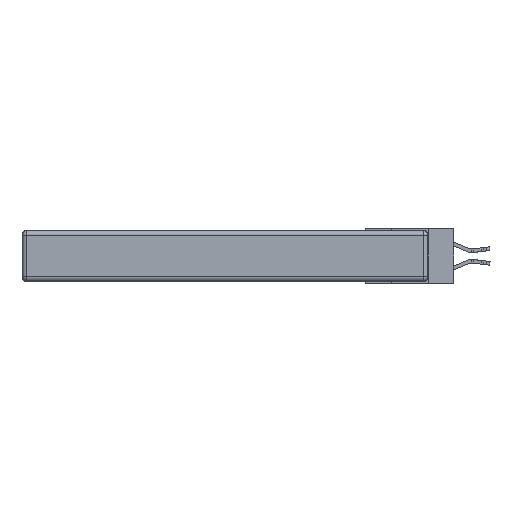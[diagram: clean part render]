
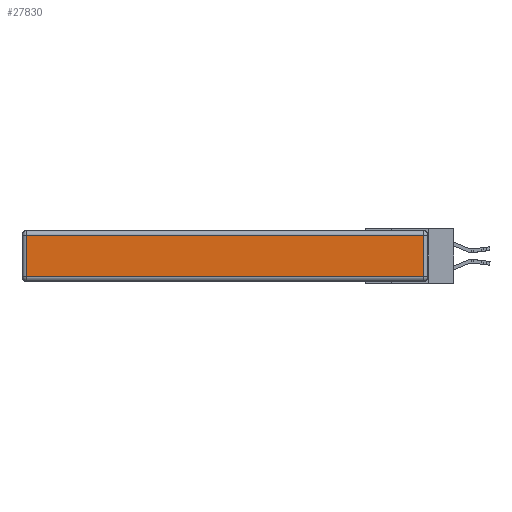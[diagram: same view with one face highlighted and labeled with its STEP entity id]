
A CAD part, left-side view. The second image highlights one B-rep face of the part: STEP entity #27830.
In plain terms, the highlighted planar face has unit normal (-1, 0, 0).
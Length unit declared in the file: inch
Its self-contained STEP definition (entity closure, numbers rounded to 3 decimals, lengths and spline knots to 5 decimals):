
#477 = CARTESIAN_POINT ( 'NONE',  ( 0., 0., -0.343 ) ) ;
#2508 = LINE ( 'NONE', #28527, #19164 ) ;
#2563 = VECTOR ( 'NONE', #22354, 39.37008 ) ;
#3397 = CARTESIAN_POINT ( 'NONE',  ( 0., 0., -0.313 ) ) ;
#4177 = DIRECTION ( 'NONE',  ( 0., 0., -1. ) ) ;
#5216 = DIRECTION ( 'NONE',  ( 0., 0., 1. ) ) ;
#5277 = ORIENTED_EDGE ( 'NONE', *, *, #27745, .T. ) ;
#7730 = ORIENTED_EDGE ( 'NONE', *, *, #17767, .T. ) ;
#9828 = VECTOR ( 'NONE', #5216, 39.37008 ) ;
#10197 = FACE_OUTER_BOUND ( 'NONE', #10609, .T. ) ;
#10500 = CARTESIAN_POINT ( 'NONE',  ( 0., 0.03, -0.03 ) ) ;
#10609 = EDGE_LOOP ( 'NONE', ( #5277, #10836, #12887, #7730 ) ) ;
#10836 = ORIENTED_EDGE ( 'NONE', *, *, #33131, .T. ) ;
#12029 = AXIS2_PLACEMENT_3D ( 'NONE', #477, #29737, #24501 ) ;
#12277 = VERTEX_POINT ( 'NONE', #10500 ) ;
#12887 = ORIENTED_EDGE ( 'NONE', *, *, #25904, .T. ) ;
#15885 = CARTESIAN_POINT ( 'NONE',  ( 0., 0.03, -0.343 ) ) ;
#16037 = LINE ( 'NONE', #15885, #9828 ) ;
#16297 = PLANE ( 'NONE',  #12029 ) ;
#16409 = LINE ( 'NONE', #3397, #24777 ) ;
#16757 = VERTEX_POINT ( 'NONE', #28764 ) ;
#17767 = EDGE_CURVE ( 'NONE', #31975, #30364, #2508, .T. ) ;
#19164 = VECTOR ( 'NONE', #4177, 39.37008 ) ;
#19657 = CARTESIAN_POINT ( 'NONE',  ( 0., 2.75, -0.03 ) ) ;
#21925 = DIRECTION ( 'NONE',  ( 0., -1., 0. ) ) ;
#22143 = LINE ( 'NONE', #19657, #2563 ) ;
#22354 = DIRECTION ( 'NONE',  ( 0., 1., 0. ) ) ;
#24501 = DIRECTION ( 'NONE',  ( 0., 0., 1. ) ) ;
#24777 = VECTOR ( 'NONE', #21925, 39.37008 ) ;
#25515 = CARTESIAN_POINT ( 'NONE',  ( 0., 2.72, -0.313 ) ) ;
#25904 = EDGE_CURVE ( 'NONE', #12277, #31975, #22143, .T. ) ;
#27745 = EDGE_CURVE ( 'NONE', #30364, #16757, #16409, .T. ) ;
#27830 = ADVANCED_FACE ( 'NONE', ( #10197 ), #16297, .T. ) ;
#28527 = CARTESIAN_POINT ( 'NONE',  ( 0., 2.72, -0.343 ) ) ;
#28764 = CARTESIAN_POINT ( 'NONE',  ( 0., 0.03, -0.313 ) ) ;
#29334 = CARTESIAN_POINT ( 'NONE',  ( 0., 2.72, -0.03 ) ) ;
#29737 = DIRECTION ( 'NONE',  ( -1., 0., 0. ) ) ;
#30364 = VERTEX_POINT ( 'NONE', #25515 ) ;
#31975 = VERTEX_POINT ( 'NONE', #29334 ) ;
#33131 = EDGE_CURVE ( 'NONE', #16757, #12277, #16037, .T. ) ;
